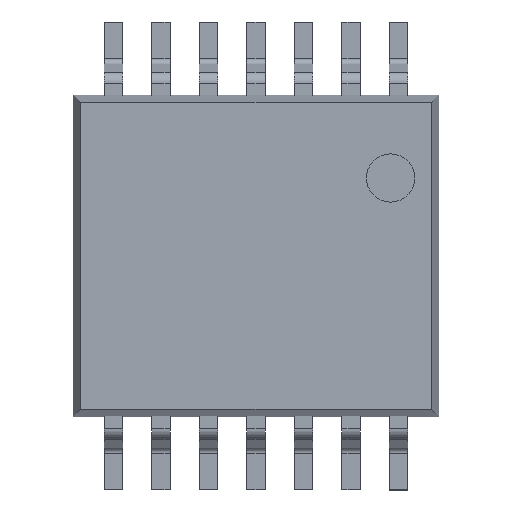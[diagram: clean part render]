
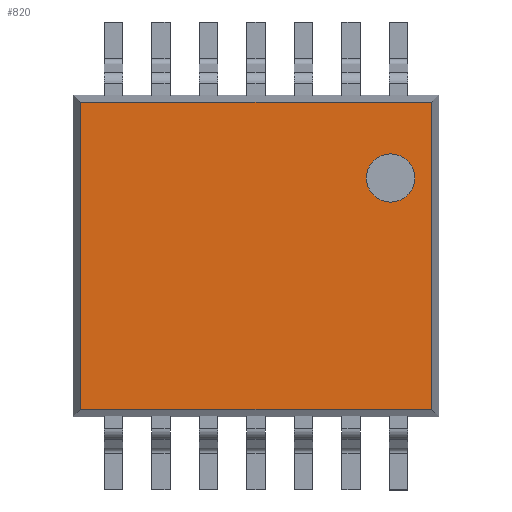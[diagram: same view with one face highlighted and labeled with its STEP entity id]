
A CAD part, top view. The second image highlights one B-rep face of the part: STEP entity #820.
In plain terms, the highlighted planar face has unit normal (0, 0, 1).
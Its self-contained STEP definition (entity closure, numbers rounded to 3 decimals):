
#65=FACE_BOUND('',#165,.T.);
#79=PLANE('',#912);
#117=FACE_OUTER_BOUND('',#164,.T.);
#164=EDGE_LOOP('',(#634,#635,#636,#637));
#165=EDGE_LOOP('',(#638,#639));
#220=LINE('',#1293,#306);
#223=LINE('',#1298,#309);
#225=LINE('',#1302,#311);
#226=LINE('',#1304,#312);
#306=VECTOR('',#1035,1.);
#309=VECTOR('',#1040,1.);
#311=VECTOR('',#1044,1.);
#312=VECTOR('',#1047,1.);
#370=CIRCLE('',#895,0.33);
#371=CIRCLE('',#896,0.33);
#394=VERTEX_POINT('',#1239);
#395=VERTEX_POINT('',#1240);
#410=VERTEX_POINT('',#1290);
#411=VERTEX_POINT('',#1292);
#412=VERTEX_POINT('',#1296);
#413=VERTEX_POINT('',#1300);
#466=EDGE_CURVE('',#394,#395,#370,.T.);
#467=EDGE_CURVE('',#395,#394,#371,.T.);
#492=EDGE_CURVE('',#410,#411,#220,.T.);
#495=EDGE_CURVE('',#412,#410,#223,.T.);
#497=EDGE_CURVE('',#413,#412,#225,.T.);
#498=EDGE_CURVE('',#411,#413,#226,.T.);
#634=ORIENTED_EDGE('',*,*,#495,.F.);
#635=ORIENTED_EDGE('',*,*,#497,.F.);
#636=ORIENTED_EDGE('',*,*,#498,.F.);
#637=ORIENTED_EDGE('',*,*,#492,.F.);
#638=ORIENTED_EDGE('',*,*,#466,.T.);
#639=ORIENTED_EDGE('',*,*,#467,.T.);
#820=ADVANCED_FACE('',(#117,#65),#79,.T.);
#895=AXIS2_PLACEMENT_3D('',#1241,#985,#986);
#896=AXIS2_PLACEMENT_3D('',#1242,#987,#988);
#912=AXIS2_PLACEMENT_3D('',#1305,#1048,#1049);
#985=DIRECTION('center_axis',(0.,0.,-1.));
#986=DIRECTION('ref_axis',(-1.,0.,0.));
#987=DIRECTION('center_axis',(0.,0.,-1.));
#988=DIRECTION('ref_axis',(-1.,0.,0.));
#1035=DIRECTION('',(1.,0.,0.));
#1040=DIRECTION('',(0.,1.,0.));
#1044=DIRECTION('',(-1.,0.,0.));
#1047=DIRECTION('',(0.,-1.,0.));
#1048=DIRECTION('center_axis',(0.,0.,1.));
#1049=DIRECTION('ref_axis',(1.,0.,0.));
#1239=CARTESIAN_POINT('',(1.51,1.065,1.2));
#1240=CARTESIAN_POINT('',(2.17,1.065,1.2));
#1241=CARTESIAN_POINT('Origin',(1.84,1.065,1.2));
#1242=CARTESIAN_POINT('Origin',(1.84,1.065,1.2));
#1290=CARTESIAN_POINT('',(-2.4,2.1,1.2));
#1292=CARTESIAN_POINT('',(2.4,2.1,1.2));
#1293=CARTESIAN_POINT('',(1.25,2.1,1.2));
#1296=CARTESIAN_POINT('',(-2.4,-2.1,1.2));
#1298=CARTESIAN_POINT('',(-2.4,1.1,1.2));
#1300=CARTESIAN_POINT('',(2.4,-2.1,1.2));
#1302=CARTESIAN_POINT('',(-1.25,-2.1,1.2));
#1304=CARTESIAN_POINT('',(2.4,-1.1,1.2));
#1305=CARTESIAN_POINT('Origin',(0.,0.,1.2));
